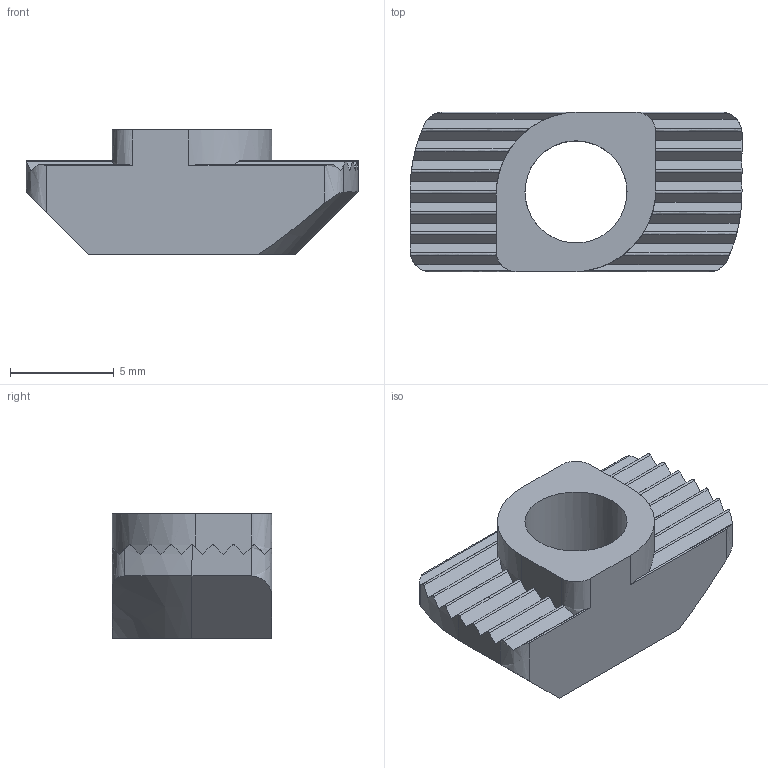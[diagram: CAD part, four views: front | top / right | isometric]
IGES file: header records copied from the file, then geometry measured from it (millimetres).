
Global section: file name: 210036; native system: Autodesk Inventor 2021; preprocessor: unknown; author: PC; organization: TraceParts S.A.; date: 20230224.112309; units: millimetre
Bounding box: 16 x 7.7 x 6 mm (x, y, z)
Volume: 420 mm3; surface area: 513.3 mm2
Topology: 1 solids, 1 shells, 75 faces, 218 edges, 145 vertices
Faces by surface type: bspline 75
